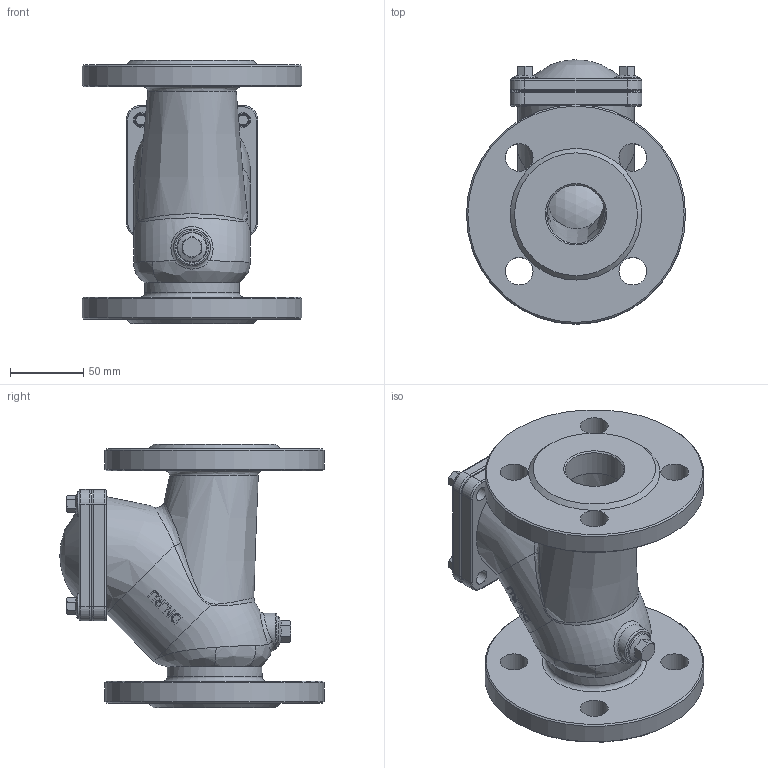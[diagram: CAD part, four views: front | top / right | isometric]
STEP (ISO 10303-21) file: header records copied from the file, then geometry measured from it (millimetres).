
FILE_DESCRIPTION(/* description */ (''),/* implementation_level */ '2;1');
FILE_NAME(/* name */ 'DN40_3D_STEP.stp',/* time_stamp */ '2023-12-22T18:18:15+03:00',/* author */ ('igorr'),/* organization */ (''),/* preprocessor_version */ 'ST-DEVELOPER v19.2',/* originating_system */ 'Autodesk Inventor 2023',/* authorisation */ '');
FILE_SCHEMA (('AUTOMOTIVE_DESIGN { 1 0 10303 214 3 1 1 }'));
Length unit declared in the file: millimetre
Products named in the file (5): Сборка; Деталь1; Деталь2; ANSI B18.2.3.4M - M10 x 1.5x16; ANSI B18.2.3.4M - M8 x 1.25x12
Assembly tree (7 placements, depth 2):
  Сборка
    Деталь1
    Деталь2
    ANSI B18.2.3.4M - M10 x 1.5x16
    ANSI B18.2.3.4M - M8 x 1.25x12  x4
Bounding box: 150 x 180.88 x 180 mm (x, y, z)
Volume: 1282703.5 mm3; surface area: 185872.6 mm2
Topology: 7 solids, 7 shells, 287 faces, 668 edges, 415 vertices
Faces by surface type: plane 103, cylinder 64, cone 48, bspline 38, torus 32, sphere 2
Full cylindrical faces by diameter (mm): 8 x4, 10 x9, 12 x1, 19 x8, 40 x3, 65 x1, 70 x1, 150 x2
Entity records: 8868 total; most frequent: CARTESIAN_POINT 3333, ORIENTED_EDGE 1078, DIRECTION 1046, EDGE_CURVE 539, AXIS2_PLACEMENT_3D 426, VERTEX_POINT 340, EDGE_LOOP 279, FACE_OUTER_BOUND 227
